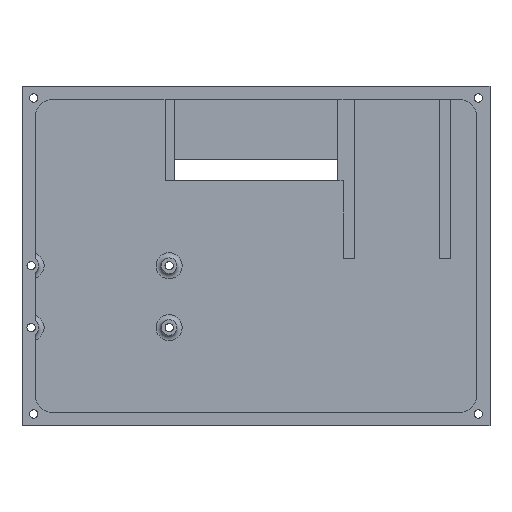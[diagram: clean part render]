
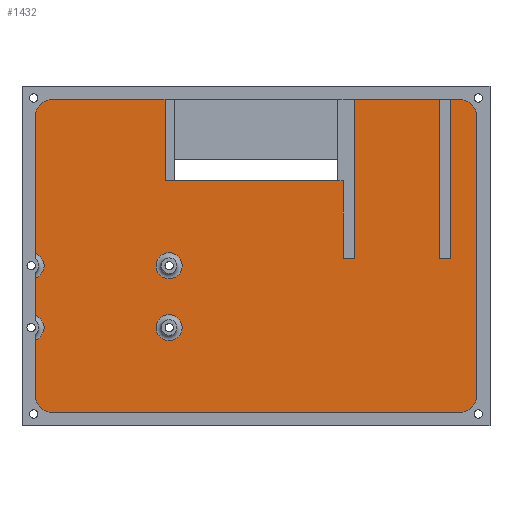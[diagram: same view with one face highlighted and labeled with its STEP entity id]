
A CAD part, top view. The second image highlights one B-rep face of the part: STEP entity #1432.
In plain terms, the highlighted planar face has unit normal (0, 0, 1).
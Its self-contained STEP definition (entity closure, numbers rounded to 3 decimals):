
#19=FACE_BOUND('',#179,.T.);
#20=FACE_BOUND('',#180,.T.);
#44=PLANE('',#1542);
#104=FACE_OUTER_BOUND('',#178,.T.);
#178=EDGE_LOOP('',(#1018,#1019,#1020,#1021,#1022,#1023,#1024,#1025,#1026,
#1027,#1028,#1029,#1030,#1031,#1032,#1033,#1034,#1035,#1036,#1037,#1038,
#1039,#1040,#1041));
#179=EDGE_LOOP('',(#1042));
#180=EDGE_LOOP('',(#1043));
#271=LINE('',#2095,#429);
#276=LINE('',#2120,#434);
#277=LINE('',#2122,#435);
#278=LINE('',#2126,#436);
#279=LINE('',#2128,#437);
#280=LINE('',#2130,#438);
#281=LINE('',#2132,#439);
#282=LINE('',#2134,#440);
#283=LINE('',#2136,#441);
#284=LINE('',#2138,#442);
#285=LINE('',#2140,#443);
#286=LINE('',#2142,#444);
#287=LINE('',#2144,#445);
#288=LINE('',#2146,#446);
#289=LINE('',#2148,#447);
#290=LINE('',#2150,#448);
#291=LINE('',#2154,#449);
#292=LINE('',#2158,#450);
#429=VECTOR('',#1691,10.);
#434=VECTOR('',#1704,10.);
#435=VECTOR('',#1705,10.);
#436=VECTOR('',#1708,10.);
#437=VECTOR('',#1709,10.);
#438=VECTOR('',#1710,10.);
#439=VECTOR('',#1711,10.);
#440=VECTOR('',#1712,10.);
#441=VECTOR('',#1713,10.);
#442=VECTOR('',#1714,10.);
#443=VECTOR('',#1715,10.);
#444=VECTOR('',#1716,10.);
#445=VECTOR('',#1717,10.);
#446=VECTOR('',#1718,10.);
#447=VECTOR('',#1719,10.);
#448=VECTOR('',#1720,10.);
#449=VECTOR('',#1723,10.);
#450=VECTOR('',#1726,10.);
#593=CIRCLE('',#1536,7.);
#595=CIRCLE('',#1540,7.);
#597=CIRCLE('',#1543,7.);
#598=CIRCLE('',#1544,7.);
#599=CIRCLE('',#1545,5.);
#600=CIRCLE('',#1546,5.);
#601=CIRCLE('',#1547,5.);
#602=CIRCLE('',#1548,5.);
#643=VERTEX_POINT('',#2085);
#644=VERTEX_POINT('',#2086);
#647=VERTEX_POINT('',#2094);
#650=VERTEX_POINT('',#2111);
#651=VERTEX_POINT('',#2112);
#654=VERTEX_POINT('',#2121);
#655=VERTEX_POINT('',#2123);
#656=VERTEX_POINT('',#2125);
#657=VERTEX_POINT('',#2127);
#658=VERTEX_POINT('',#2129);
#659=VERTEX_POINT('',#2131);
#660=VERTEX_POINT('',#2133);
#661=VERTEX_POINT('',#2135);
#662=VERTEX_POINT('',#2137);
#663=VERTEX_POINT('',#2139);
#664=VERTEX_POINT('',#2141);
#665=VERTEX_POINT('',#2143);
#666=VERTEX_POINT('',#2145);
#667=VERTEX_POINT('',#2147);
#668=VERTEX_POINT('',#2149);
#669=VERTEX_POINT('',#2151);
#670=VERTEX_POINT('',#2153);
#671=VERTEX_POINT('',#2155);
#672=VERTEX_POINT('',#2157);
#673=VERTEX_POINT('',#2160);
#674=VERTEX_POINT('',#2162);
#789=EDGE_CURVE('',#643,#644,#593,.T.);
#793=EDGE_CURVE('',#647,#643,#271,.T.);
#797=EDGE_CURVE('',#650,#651,#595,.T.);
#801=EDGE_CURVE('',#644,#650,#276,.T.);
#802=EDGE_CURVE('',#651,#654,#277,.T.);
#803=EDGE_CURVE('',#654,#655,#597,.T.);
#804=EDGE_CURVE('',#655,#656,#278,.T.);
#805=EDGE_CURVE('',#656,#657,#279,.T.);
#806=EDGE_CURVE('',#657,#658,#280,.T.);
#807=EDGE_CURVE('',#658,#659,#281,.T.);
#808=EDGE_CURVE('',#659,#660,#282,.T.);
#809=EDGE_CURVE('',#660,#661,#283,.T.);
#810=EDGE_CURVE('',#661,#662,#284,.T.);
#811=EDGE_CURVE('',#662,#663,#285,.T.);
#812=EDGE_CURVE('',#663,#664,#286,.T.);
#813=EDGE_CURVE('',#664,#665,#287,.T.);
#814=EDGE_CURVE('',#665,#666,#288,.T.);
#815=EDGE_CURVE('',#666,#667,#289,.T.);
#816=EDGE_CURVE('',#667,#668,#290,.T.);
#817=EDGE_CURVE('',#668,#669,#598,.T.);
#818=EDGE_CURVE('',#669,#670,#291,.T.);
#819=EDGE_CURVE('',#671,#670,#599,.T.);
#820=EDGE_CURVE('',#671,#672,#292,.T.);
#821=EDGE_CURVE('',#647,#672,#600,.T.);
#822=EDGE_CURVE('',#673,#673,#601,.T.);
#823=EDGE_CURVE('',#674,#674,#602,.T.);
#1018=ORIENTED_EDGE('',*,*,#789,.T.);
#1019=ORIENTED_EDGE('',*,*,#801,.T.);
#1020=ORIENTED_EDGE('',*,*,#797,.T.);
#1021=ORIENTED_EDGE('',*,*,#802,.T.);
#1022=ORIENTED_EDGE('',*,*,#803,.T.);
#1023=ORIENTED_EDGE('',*,*,#804,.T.);
#1024=ORIENTED_EDGE('',*,*,#805,.T.);
#1025=ORIENTED_EDGE('',*,*,#806,.T.);
#1026=ORIENTED_EDGE('',*,*,#807,.T.);
#1027=ORIENTED_EDGE('',*,*,#808,.T.);
#1028=ORIENTED_EDGE('',*,*,#809,.T.);
#1029=ORIENTED_EDGE('',*,*,#810,.T.);
#1030=ORIENTED_EDGE('',*,*,#811,.T.);
#1031=ORIENTED_EDGE('',*,*,#812,.T.);
#1032=ORIENTED_EDGE('',*,*,#813,.T.);
#1033=ORIENTED_EDGE('',*,*,#814,.T.);
#1034=ORIENTED_EDGE('',*,*,#815,.T.);
#1035=ORIENTED_EDGE('',*,*,#816,.T.);
#1036=ORIENTED_EDGE('',*,*,#817,.T.);
#1037=ORIENTED_EDGE('',*,*,#818,.T.);
#1038=ORIENTED_EDGE('',*,*,#819,.F.);
#1039=ORIENTED_EDGE('',*,*,#820,.T.);
#1040=ORIENTED_EDGE('',*,*,#821,.F.);
#1041=ORIENTED_EDGE('',*,*,#793,.T.);
#1042=ORIENTED_EDGE('',*,*,#822,.F.);
#1043=ORIENTED_EDGE('',*,*,#823,.F.);
#1432=ADVANCED_FACE('',(#104,#19,#20),#44,.T.);
#1536=AXIS2_PLACEMENT_3D('',#2087,#1683,#1684);
#1540=AXIS2_PLACEMENT_3D('',#2113,#1696,#1697);
#1542=AXIS2_PLACEMENT_3D('',#2119,#1702,#1703);
#1543=AXIS2_PLACEMENT_3D('',#2124,#1706,#1707);
#1544=AXIS2_PLACEMENT_3D('',#2152,#1721,#1722);
#1545=AXIS2_PLACEMENT_3D('',#2156,#1724,#1725);
#1546=AXIS2_PLACEMENT_3D('',#2159,#1727,#1728);
#1547=AXIS2_PLACEMENT_3D('',#2161,#1729,#1730);
#1548=AXIS2_PLACEMENT_3D('',#2163,#1731,#1732);
#1683=DIRECTION('center_axis',(0.,0.,1.));
#1684=DIRECTION('ref_axis',(-0.707,-0.707,0.));
#1691=DIRECTION('',(0.,-1.,0.));
#1696=DIRECTION('center_axis',(0.,0.,1.));
#1697=DIRECTION('ref_axis',(0.707,-0.707,0.));
#1702=DIRECTION('center_axis',(0.,0.,1.));
#1703=DIRECTION('ref_axis',(1.,0.,0.));
#1704=DIRECTION('',(1.,0.,0.));
#1705=DIRECTION('',(0.,1.,0.));
#1706=DIRECTION('center_axis',(0.,0.,1.));
#1707=DIRECTION('ref_axis',(0.707,0.707,0.));
#1708=DIRECTION('',(-1.,0.,0.));
#1709=DIRECTION('',(0.,-1.,0.));
#1710=DIRECTION('',(-1.,0.,0.));
#1711=DIRECTION('',(0.,1.,0.));
#1712=DIRECTION('',(-1.,0.,0.));
#1713=DIRECTION('',(0.,-1.,0.));
#1714=DIRECTION('',(-1.,0.,0.));
#1715=DIRECTION('',(0.,1.,0.));
#1716=DIRECTION('',(-1.,0.,0.));
#1717=DIRECTION('',(-1.,0.,0.));
#1718=DIRECTION('',(-1.,0.,0.));
#1719=DIRECTION('',(0.,1.,0.));
#1720=DIRECTION('',(-1.,0.,0.));
#1721=DIRECTION('center_axis',(0.,0.,1.));
#1722=DIRECTION('ref_axis',(-0.707,0.707,0.));
#1723=DIRECTION('',(0.,-1.,0.));
#1724=DIRECTION('center_axis',(0.,0.,1.));
#1725=DIRECTION('ref_axis',(1.,0.,0.));
#1726=DIRECTION('',(0.,-1.,0.));
#1727=DIRECTION('center_axis',(0.,0.,1.));
#1728=DIRECTION('ref_axis',(1.,0.,0.));
#1729=DIRECTION('center_axis',(0.,0.,1.));
#1730=DIRECTION('ref_axis',(-1.,0.,0.));
#1731=DIRECTION('center_axis',(0.,0.,1.));
#1732=DIRECTION('ref_axis',(-1.,0.,0.));
#2085=CARTESIAN_POINT('',(-85.,-53.25,0.8));
#2086=CARTESIAN_POINT('',(-78.,-60.25,0.8));
#2087=CARTESIAN_POINT('Origin',(-78.,-53.25,0.8));
#2094=CARTESIAN_POINT('',(-85.,-32.32,0.8));
#2095=CARTESIAN_POINT('',(-85.,-30.125,0.8));
#2111=CARTESIAN_POINT('',(78.,-60.25,0.8));
#2112=CARTESIAN_POINT('',(85.,-53.25,0.8));
#2113=CARTESIAN_POINT('Origin',(78.,-53.25,0.8));
#2119=CARTESIAN_POINT('Origin',(0.,0.,
0.8));
#2120=CARTESIAN_POINT('',(42.5,-60.25,0.8));
#2121=CARTESIAN_POINT('',(85.,53.25,0.8));
#2122=CARTESIAN_POINT('',(85.,30.125,0.8));
#2123=CARTESIAN_POINT('',(78.,60.25,0.8));
#2124=CARTESIAN_POINT('Origin',(78.,53.25,0.8));
#2125=CARTESIAN_POINT('',(74.9,60.25,0.8));
#2126=CARTESIAN_POINT('',(-42.5,60.25,0.8));
#2127=CARTESIAN_POINT('',(74.9,-0.95,0.8));
#2128=CARTESIAN_POINT('',(74.9,30.125,0.8));
#2129=CARTESIAN_POINT('',(70.6,-0.95,0.8));
#2130=CARTESIAN_POINT('',(36.375,-0.95,0.8));
#2131=CARTESIAN_POINT('',(70.6,60.25,0.8));
#2132=CARTESIAN_POINT('',(70.6,30.125,0.8));
#2133=CARTESIAN_POINT('',(37.8,60.25,0.8));
#2134=CARTESIAN_POINT('',(-42.5,60.25,0.8));
#2135=CARTESIAN_POINT('',(37.8,-0.95,0.8));
#2136=CARTESIAN_POINT('',(37.8,30.125,0.8));
#2137=CARTESIAN_POINT('',(33.5,-0.95,0.8));
#2138=CARTESIAN_POINT('',(17.825,-0.95,0.8));
#2139=CARTESIAN_POINT('',(33.5,28.95,0.8));
#2140=CARTESIAN_POINT('',(33.5,30.125,0.8));
#2141=CARTESIAN_POINT('',(31.5,28.95,0.8));
#2142=CARTESIAN_POINT('',(16.625,28.95,0.8));
#2143=CARTESIAN_POINT('',(-31.5,28.95,0.8));
#2144=CARTESIAN_POINT('',(15.75,28.95,0.8));
#2145=CARTESIAN_POINT('',(-35.,28.95,0.8));
#2146=CARTESIAN_POINT('',(-16.625,28.95,0.8));
#2147=CARTESIAN_POINT('',(-35.,60.25,0.8));
#2148=CARTESIAN_POINT('',(-35.,14.475,0.8));
#2149=CARTESIAN_POINT('',(-78.,60.25,0.8));
#2150=CARTESIAN_POINT('',(-42.5,60.25,0.8));
#2151=CARTESIAN_POINT('',(-85.,53.25,0.8));
#2152=CARTESIAN_POINT('Origin',(-78.,53.25,0.8));
#2153=CARTESIAN_POINT('',(-85.,1.02,0.8));
#2154=CARTESIAN_POINT('',(-85.,-30.125,0.8));
#2155=CARTESIAN_POINT('',(-85.,-8.52,0.8));
#2156=CARTESIAN_POINT('Origin',(-86.5,-3.75,0.8));
#2157=CARTESIAN_POINT('',(-85.,-22.78,0.8));
#2158=CARTESIAN_POINT('',(-85.,-30.125,0.8));
#2159=CARTESIAN_POINT('Origin',(-86.5,-27.55,0.8));
#2160=CARTESIAN_POINT('',(-28.4,-3.75,0.8));
#2161=CARTESIAN_POINT('Origin',(-33.4,-3.75,0.8));
#2162=CARTESIAN_POINT('',(-28.4,-27.55,0.8));
#2163=CARTESIAN_POINT('Origin',(-33.4,-27.55,0.8));
